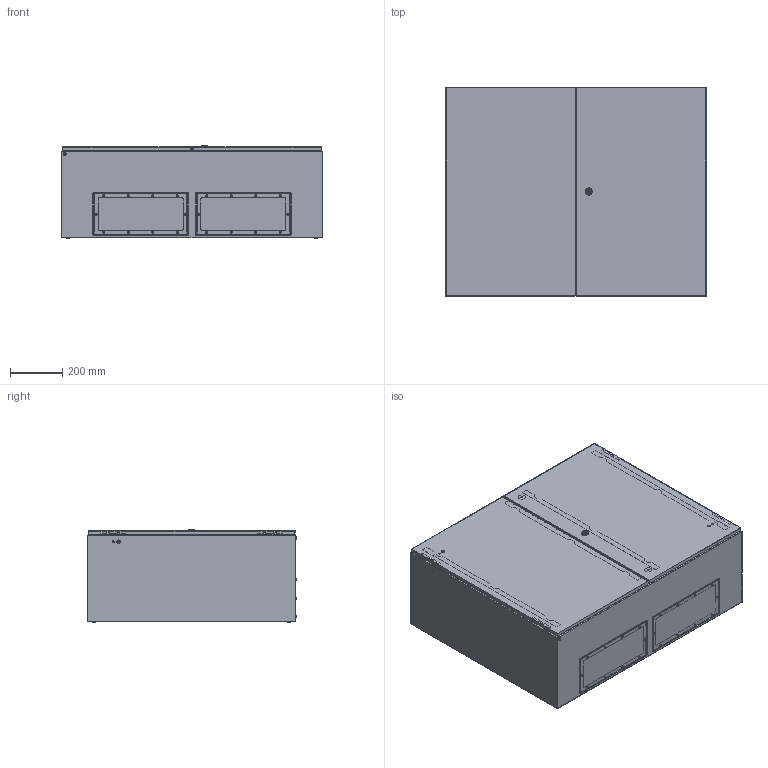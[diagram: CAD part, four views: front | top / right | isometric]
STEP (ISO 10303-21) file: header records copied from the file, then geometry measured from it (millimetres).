
FILE_DESCRIPTION (( 'STEP AP214' ), '1' );
FILE_NAME ('3331-1080-35-17.step', '2023-12-20T12:37:10', ( '' ), ( '' ), 'SwSTEP 2.0', 'SolidWorks 2019', '' );
FILE_SCHEMA (( 'AUTOMOTIVE_DESIGN' ));
Length unit declared in the file: millimetre
Products named in the file (8): Tuer_lp_wg_3331-1080-01-97; 3331-1080-35-17; Tuer2_wg_3331-1080-05-97; Korpus_wg_1080-35; Montageplattenbeipack_wg_1080; Tuer_gg_wg_3331-1080-02-97; Montageplatte_wg_0331-1080-00-13; Kabeleinfuehrungsplatte_wg_3080-7035-12-27
Assembly tree (8 placements, depth 3):
  3331-1080-35-17
    Korpus_wg_1080-35
    Tuer2_wg_3331-1080-05-97
      Tuer_gg_wg_3331-1080-02-97
      Tuer_lp_wg_3331-1080-01-97
    Kabeleinfuehrungsplatte_wg_3080-7035-12-27  x2
    Montageplatte_wg_0331-1080-00-13
    Montageplattenbeipack_wg_1080
Bounding box: 1000 x 803.1 x 356.5 mm (x, y, z)
Volume: 7346202.6 mm3; surface area: 7920551.3 mm2
Topology: 46 solids, 46 shells, 2799 faces, 7197 edges, 4635 vertices
Faces by surface type: plane 1605, cylinder 870, cone 234, torus 48, sphere 26, bspline 16
Entity records: 92393 total; most frequent: CARTESIAN_POINT 22201, DIRECTION 12565, ORIENTED_EDGE 12386, EDGE_CURVE 6193, AXIS2_PLACEMENT_3D 4435, VERTEX_POINT 4011, VECTOR 3695, LINE 3695
